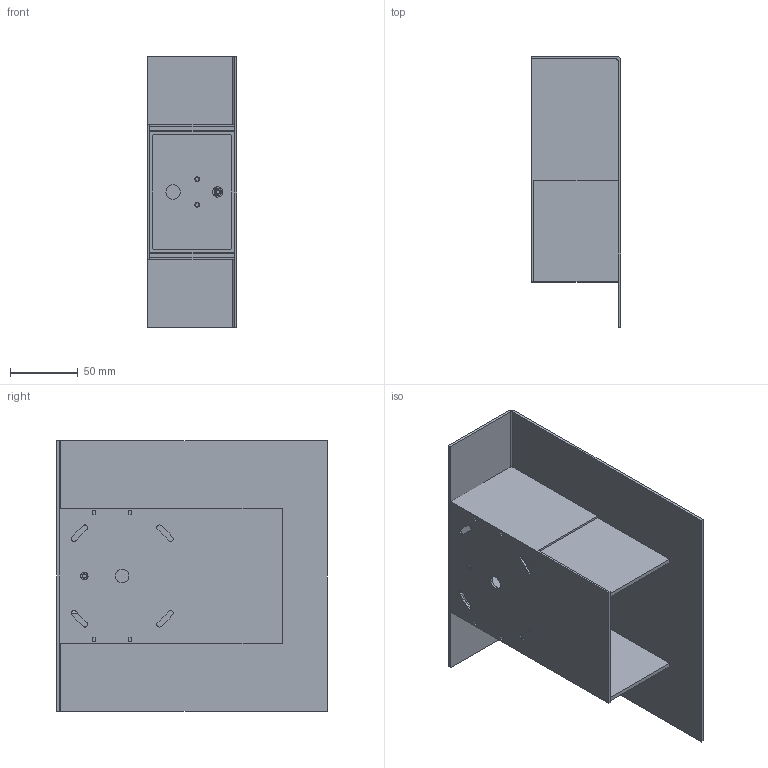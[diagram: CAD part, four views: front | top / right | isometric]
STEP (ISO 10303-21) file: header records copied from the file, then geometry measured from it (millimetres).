
FILE_DESCRIPTION(/* description */ (''),/* implementation_level */ '2;1');
FILE_NAME(/* name */ 'F552545xxxxxxx.stp',/* time_stamp */ '2020-01-16T11:21:07+01:00',/* author */ ('sghezzi'),/* organization */ (''),/* preprocessor_version */ 'ST-DEVELOPER v17.2',/* originating_system */ 'Autodesk Inventor 2019',/* authorisation */ '');
FILE_SCHEMA (('AUTOMOTIVE_DESIGN { 1 0 10303 214 3 1 1 }'));
Length unit declared in the file: millimetre
Products named in the file (6): F552545xxxxxxx; 007560006; 007560008; Alimentatore Corrubedo UL; Fronte; Vetro laterale
Assembly tree (6 placements, depth 2):
  F552545xxxxxxx
    007560006
    007560008
    Alimentatore Corrubedo UL
    Fronte
    Vetro laterale  x2
Bounding box: 66 x 200 x 200 mm (x, y, z)
Volume: 272200.9 mm3; surface area: 220893 mm2
Topology: 6 solids, 6 shells, 128 faces, 352 edges, 230 vertices
Faces by surface type: plane 78, cylinder 43, sphere 4, cone 3
Full cylindrical faces by diameter (mm): 2.459 x1, 3 x4, 3.5 x3, 10 x1, 10.5 x2
Entity records: 4202 total; most frequent: DIRECTION 702, CARTESIAN_POINT 692, ORIENTED_EDGE 672, EDGE_CURVE 336, LINE 238, VECTOR 238, AXIS2_PLACEMENT_3D 232, VERTEX_POINT 222
